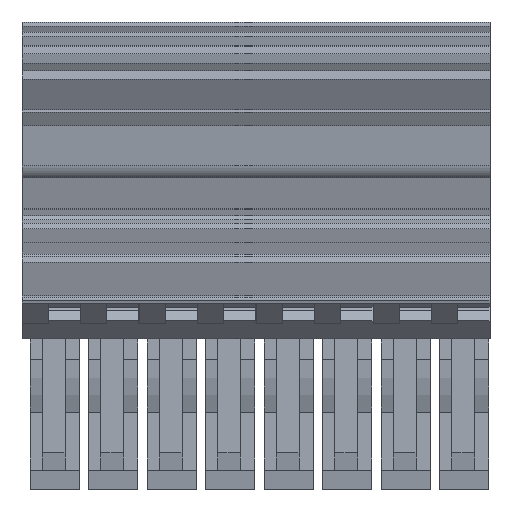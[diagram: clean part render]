
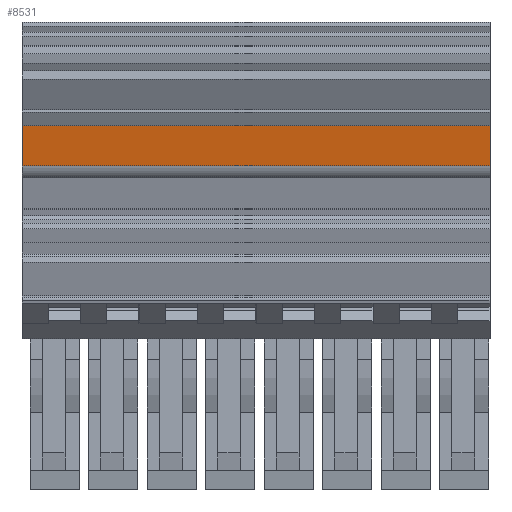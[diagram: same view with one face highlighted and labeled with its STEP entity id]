
A CAD part, front view. The second image highlights one B-rep face of the part: STEP entity #8531.
In plain terms, the highlighted planar face has unit normal (0, -0.989, -0.149).
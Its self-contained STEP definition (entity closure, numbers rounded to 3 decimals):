
#8518=AXIS2_PLACEMENT_3D('Plane Axis2P3D',#8515,#8516,#8517) ;
#3709=CARTESIAN_POINT('Vertex',(0.,0.447,28.227)) ;
#3712=CARTESIAN_POINT('Line Origine',(0.,0.181,29.988)) ;
#3716=CARTESIAN_POINT('Vertex',(0.,-0.084,31.75)) ;
#4227=CARTESIAN_POINT('Vertex',(40.8,-0.084,31.75)) ;
#4230=CARTESIAN_POINT('Line Origine',(40.8,0.181,29.988)) ;
#4234=CARTESIAN_POINT('Vertex',(40.8,0.447,28.227)) ;
#8503=CARTESIAN_POINT('Line Origine',(20.4,-0.084,31.75)) ;
#8515=CARTESIAN_POINT('Axis2P3D Location',(40.8,0.002,31.176)) ;
#8520=CARTESIAN_POINT('Line Origine',(20.4,0.447,28.227)) ;
#3713=DIRECTION('Vector Direction',(0.,-0.149,0.989)) ;
#4231=DIRECTION('Vector Direction',(0.,-0.149,0.989)) ;
#8504=DIRECTION('Vector Direction',(-1.,0.,0.)) ;
#8516=DIRECTION('Axis2P3D Direction',(-0.,0.989,0.149)) ;
#8517=DIRECTION('Axis2P3D XDirection',(0.,-0.149,0.989)) ;
#8521=DIRECTION('Vector Direction',(-1.,0.,0.)) ;
#3714=VECTOR('Line Direction',#3713,1.) ;
#4232=VECTOR('Line Direction',#4231,1.) ;
#8505=VECTOR('Line Direction',#8504,1.) ;
#8522=VECTOR('Line Direction',#8521,1.) ;
#8526=ORIENTED_EDGE('',*,*,#8507,.T.) ;
#8527=ORIENTED_EDGE('',*,*,#3718,.T.) ;
#8528=ORIENTED_EDGE('',*,*,#8524,.F.) ;
#8529=ORIENTED_EDGE('',*,*,#4236,.F.) ;
#8531=ADVANCED_FACE('V1',(#8530),#8519,.F.) ;
#3718=EDGE_CURVE('',#3717,#3710,#3715,.F.) ;
#4236=EDGE_CURVE('',#4228,#4235,#4233,.F.) ;
#8507=EDGE_CURVE('',#4228,#3717,#8506,.T.) ;
#8524=EDGE_CURVE('',#4235,#3710,#8523,.T.) ;
#8525=EDGE_LOOP('',(#8526,#8527,#8528,#8529)) ;
#8530=FACE_OUTER_BOUND('',#8525,.T.) ;
#3715=LINE('Line',#3712,#3714) ;
#4233=LINE('Line',#4230,#4232) ;
#8506=LINE('Line',#8503,#8505) ;
#8523=LINE('Line',#8520,#8522) ;
#8519=PLANE('',#8518) ;
#3710=VERTEX_POINT('',#3709) ;
#3717=VERTEX_POINT('',#3716) ;
#4228=VERTEX_POINT('',#4227) ;
#4235=VERTEX_POINT('',#4234) ;
